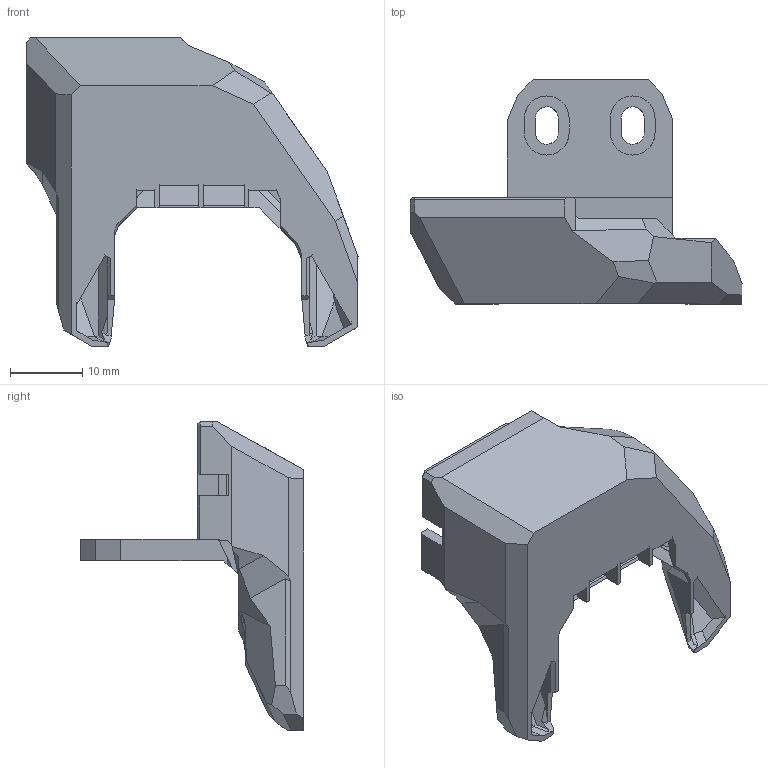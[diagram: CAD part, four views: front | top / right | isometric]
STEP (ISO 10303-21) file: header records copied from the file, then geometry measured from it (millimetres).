
FILE_DESCRIPTION (( 'STEP AP203' ), '1' );
FILE_NAME ('Extruder Fan Shroud.STEP', '2020-08-07T05:33:43', ( '' ), ( '' ), 'SwSTEP 2.0', 'SolidWorks 2018', '' );
FILE_SCHEMA (( 'CONFIG_CONTROL_DESIGN' ));
Length unit declared in the file: millimetre
Products named in the file (1): Extruder Fan Shroud
Bounding box: 46.1 x 31.1 x 42.82 mm (x, y, z)
Volume: 4849.9 mm3; surface area: 6745.4 mm2
Topology: 1 solids, 1 shells, 251 faces, 768 edges, 509 vertices
Faces by surface type: plane 235, cylinder 13, bspline 2, cone 1
Entity records: 9747 total; most frequent: CARTESIAN_POINT 4315, ORIENTED_EDGE 1536, EDGE_CURVE 768, B_SPLINE_CURVE_WITH_KNOTS 766, VERTEX_POINT 509, DIRECTION 502, EDGE_LOOP 257, ADVANCED_FACE 251
